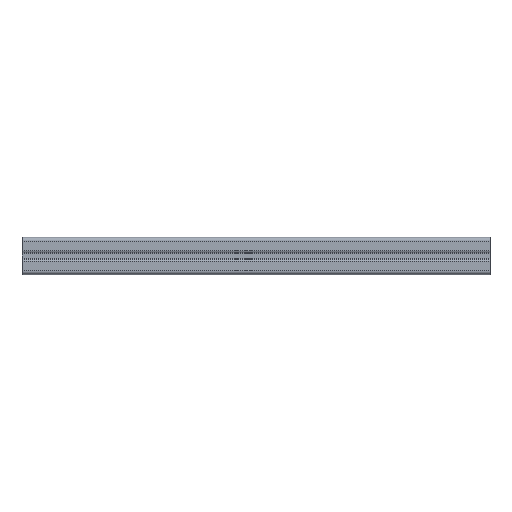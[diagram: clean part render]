
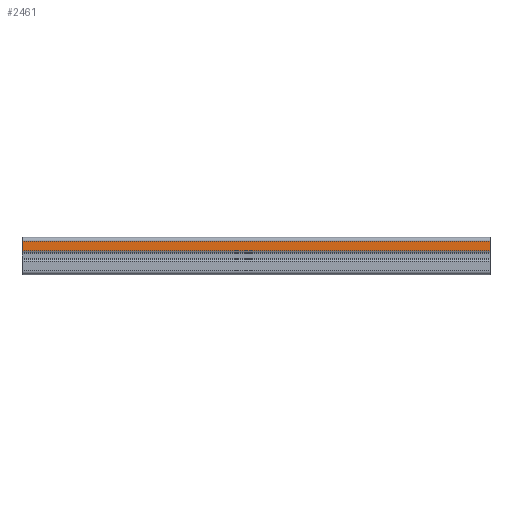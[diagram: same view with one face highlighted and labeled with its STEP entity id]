
A CAD part, front view. The second image highlights one B-rep face of the part: STEP entity #2461.
In plain terms, the highlighted planar face has unit normal (0, -1, 0).
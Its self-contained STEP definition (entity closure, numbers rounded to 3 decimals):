
#9 = DIRECTION ( 'NONE',  ( 1., 0., 0. ) ) ;
#111 = ORIENTED_EDGE ( 'NONE', *, *, #3028, .T. ) ;
#120 = CARTESIAN_POINT ( 'NONE',  ( 2000., -20., 3305.5 ) ) ;
#434 = CARTESIAN_POINT ( 'NONE',  ( 1500., -20., 3316. ) ) ;
#752 = DIRECTION ( 'NONE',  ( 0., 0., 1. ) ) ;
#1127 = CARTESIAN_POINT ( 'NONE',  ( 1500., -20., 3316. ) ) ;
#1317 = DIRECTION ( 'NONE',  ( 0., 0., 1. ) ) ;
#1734 = LINE ( 'NONE', #2487, #6022 ) ;
#1738 = DIRECTION ( 'NONE',  ( 0., 1., 0. ) ) ;
#2431 = VECTOR ( 'NONE', #752, 1000. ) ;
#2461 = ADVANCED_FACE ( 'NONE', ( #5545 ), #8122, .F. ) ;
#2483 = VERTEX_POINT ( 'NONE', #1127 ) ;
#2487 = CARTESIAN_POINT ( 'NONE',  ( 1500., -20., 3305.5 ) ) ;
#3028 = EDGE_CURVE ( 'NONE', #4803, #4522, #3155, .T. ) ;
#3123 = CARTESIAN_POINT ( 'NONE',  ( 1500., -20., 3305.5 ) ) ;
#3155 = LINE ( 'NONE', #120, #2431 ) ;
#3753 = DIRECTION ( 'NONE',  ( 0., 0., 1. ) ) ;
#3888 = CARTESIAN_POINT ( 'NONE',  ( 2000., -20., 3305.5 ) ) ;
#3903 = VECTOR ( 'NONE', #9, 1000. ) ;
#4396 = EDGE_CURVE ( 'NONE', #7880, #4803, #1734, .T. ) ;
#4502 = EDGE_CURVE ( 'NONE', #7880, #2483, #5734, .T. ) ;
#4522 = VERTEX_POINT ( 'NONE', #7657 ) ;
#4803 = VERTEX_POINT ( 'NONE', #3888 ) ;
#4935 = ORIENTED_EDGE ( 'NONE', *, *, #4502, .F. ) ;
#4986 = DIRECTION ( 'NONE',  ( 1., 0., 0. ) ) ;
#5116 = EDGE_CURVE ( 'NONE', #2483, #4522, #6756, .T. ) ;
#5179 = CARTESIAN_POINT ( 'NONE',  ( 1500., -20., 3305.5 ) ) ;
#5191 = CARTESIAN_POINT ( 'NONE',  ( 1500., -20., 3305.5 ) ) ;
#5545 = FACE_OUTER_BOUND ( 'NONE', #5682, .T. ) ;
#5615 = ORIENTED_EDGE ( 'NONE', *, *, #4396, .T. ) ;
#5682 = EDGE_LOOP ( 'NONE', ( #111, #7031, #4935, #5615 ) ) ;
#5734 = LINE ( 'NONE', #5191, #6287 ) ;
#6022 = VECTOR ( 'NONE', #4986, 1000. ) ;
#6287 = VECTOR ( 'NONE', #1317, 1000. ) ;
#6756 = LINE ( 'NONE', #434, #3903 ) ;
#7031 = ORIENTED_EDGE ( 'NONE', *, *, #5116, .F. ) ;
#7657 = CARTESIAN_POINT ( 'NONE',  ( 2000., -20., 3316. ) ) ;
#7880 = VERTEX_POINT ( 'NONE', #5179 ) ;
#7931 = AXIS2_PLACEMENT_3D ( 'NONE', #3123, #1738, #3753 ) ;
#8122 = PLANE ( 'NONE',  #7931 ) ;
